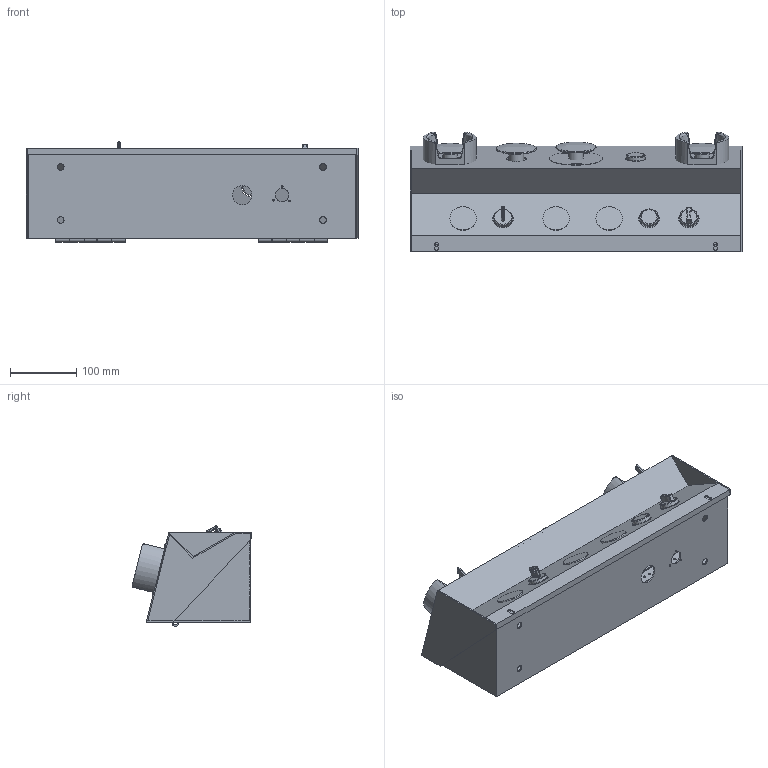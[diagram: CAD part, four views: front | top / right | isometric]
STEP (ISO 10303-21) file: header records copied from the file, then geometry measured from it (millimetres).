
FILE_DESCRIPTION (( 'STEP AP203' ), '1' );
FILE_NAME ('01A061186RP-ｾﾞｧ@･x(ｼﾐｷﾇ)(ｦｳQDC).STEP', '2023-10-02T06:53:57', ( '' ), ( '' ), 'SwSTEP 2.0', 'SolidWorks 2018', '' );
FILE_SCHEMA (( 'CONFIG_CONTROL_DESIGN' ));
Length unit declared in the file: millimetre
Products named in the file (1): 01A061186RP-ｾﾞｧ@･x(ｼﾐｷﾇ)(ｦｳQDC)
Bounding box: 500 x 180.11 x 151.39 mm (x, y, z)
Volume: 932432.6 mm3; surface area: 865193.7 mm2
Topology: 35 solids, 35 shells, 719 faces, 1813 edges, 1165 vertices
Faces by surface type: plane 389, cylinder 174, bspline 82, torus 42, cone 16, sphere 16
Full cylindrical faces by diameter (mm): 2.5 x3, 3.3 x11, 4.25 x4, 5.2 x16, 7 x1, 10 x4, 20 x1, 22 x4, 22.2 x2, 24 x3, 26 x1, 28 x4, 29 x1, 30.8 x14, 40 x3, 60.5 x4, 61.5 x2, 80 x1
Entity records: 24738 total; most frequent: CARTESIAN_POINT 8263, ORIENTED_EDGE 3314, DIRECTION 3155, EDGE_CURVE 1657, VERTEX_POINT 1132, AXIS2_PLACEMENT_3D 1064, VECTOR 1027, LINE 1027
